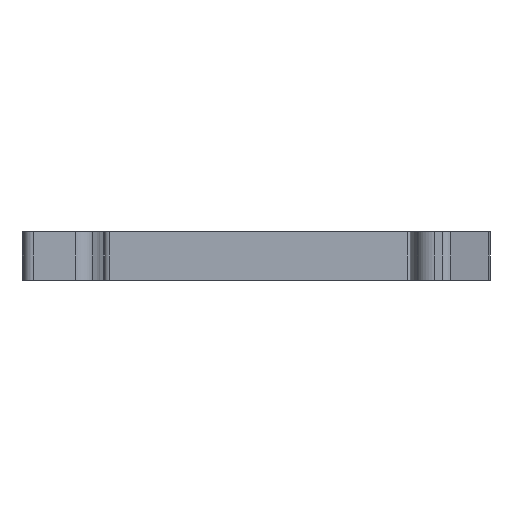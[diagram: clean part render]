
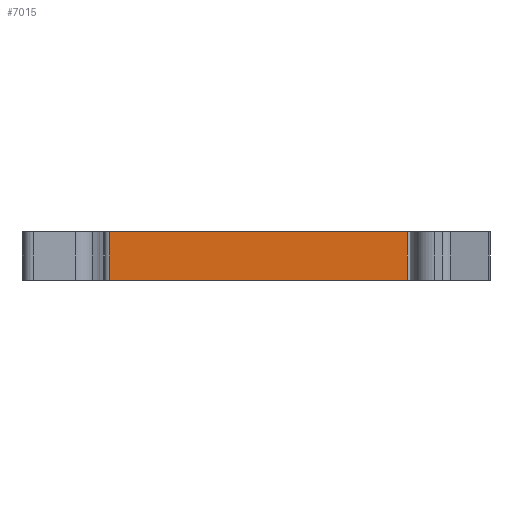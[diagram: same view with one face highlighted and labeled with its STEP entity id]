
A CAD part, front view. The second image highlights one B-rep face of the part: STEP entity #7015.
In plain terms, the highlighted planar face has unit normal (0, -1, 0).
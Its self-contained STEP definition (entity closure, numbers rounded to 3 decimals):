
#504=DIRECTION('',(1.,0.,0.));
#505=VECTOR('',#504,30.895);
#506=CARTESIAN_POINT('',(-10.195,0.,-2.5));
#507=LINE('',#506,#505);
#1015=DIRECTION('',(0.,0.,1.));
#1016=VECTOR('',#1015,5.);
#1017=CARTESIAN_POINT('',(20.7,0.,-2.5));
#1018=LINE('',#1017,#1016);
#1019=DIRECTION('',(0.,0.,1.));
#1020=VECTOR('',#1019,5.);
#1021=CARTESIAN_POINT('',(-10.195,0.,-2.5));
#1022=LINE('',#1021,#1020);
#1567=DIRECTION('',(1.,0.,0.));
#1568=VECTOR('',#1567,30.895);
#1569=CARTESIAN_POINT('',(-10.195,0.,2.5));
#1570=LINE('',#1569,#1568);
#5076=CARTESIAN_POINT('',(-10.195,0.,-2.5));
#5077=VERTEX_POINT('',#5076);
#5078=CARTESIAN_POINT('',(20.7,0.,-2.5));
#5079=VERTEX_POINT('',#5078);
#5344=CARTESIAN_POINT('',(-10.195,0.,2.5));
#5345=VERTEX_POINT('',#5344);
#5346=CARTESIAN_POINT('',(20.7,0.,2.5));
#5347=VERTEX_POINT('',#5346);
#7002=CARTESIAN_POINT('',(-10.195,0.,-2.5));
#7003=DIRECTION('',(0.,-1.,0.));
#7004=DIRECTION('',(1.,0.,0.));
#7005=AXIS2_PLACEMENT_3D('',#7002,#7003,#7004);
#7006=PLANE('',#7005);
#7007=ORIENTED_EDGE('',*,*,#6622,.F.);
#7009=ORIENTED_EDGE('',*,*,#7008,.T.);
#7011=ORIENTED_EDGE('',*,*,#7010,.T.);
#7012=ORIENTED_EDGE('',*,*,#6994,.F.);
#7013=EDGE_LOOP('',(#7007,#7009,#7011,#7012));
#7014=FACE_OUTER_BOUND('',#7013,.F.);
#7015=ADVANCED_FACE('',(#7014),#7006,.T.);
#6622=EDGE_CURVE('',#5077,#5079,#507,.T.);
#6994=EDGE_CURVE('',#5079,#5347,#1018,.T.);
#7008=EDGE_CURVE('',#5077,#5345,#1022,.T.);
#7010=EDGE_CURVE('',#5345,#5347,#1570,.T.);
